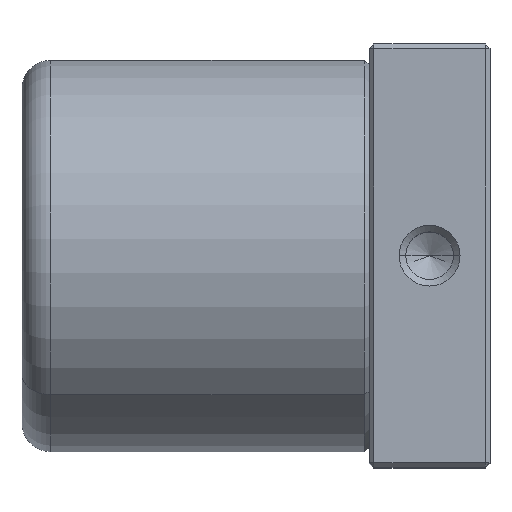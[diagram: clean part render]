
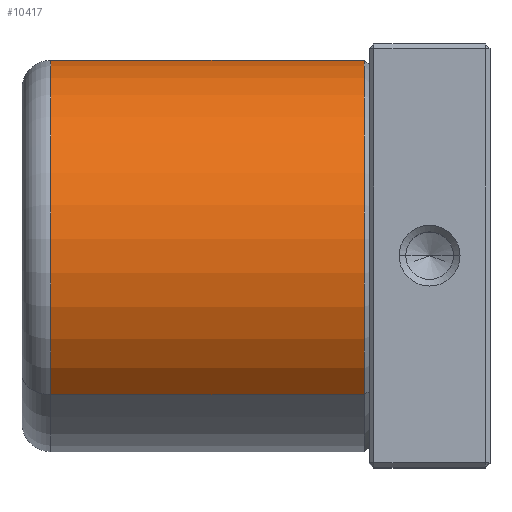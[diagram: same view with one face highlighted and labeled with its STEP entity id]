
A CAD part, top view. The second image highlights one B-rep face of the part: STEP entity #10417.
In plain terms, the highlighted cylindrical face has radius 20.65 mm (diameter 41.3 mm), a partial arc.
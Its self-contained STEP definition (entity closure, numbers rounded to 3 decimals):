
#424 = CARTESIAN_POINT ( 'NONE',  ( 36., 14.602, -14.602 ) ) ;
#450 = CARTESIAN_POINT ( 'NONE',  ( 3., -14.602, 14.602 ) ) ;
#720 = CARTESIAN_POINT ( 'NONE',  ( 21.072, 14.602, -14.602 ) ) ;
#928 = CIRCLE ( 'NONE', #5927, 20.65 ) ;
#991 = EDGE_CURVE ( 'NONE', #9974, #2370, #6217, .T. ) ;
#1039 = EDGE_LOOP ( 'NONE', ( #7253, #1987, #10575, #10922 ) ) ;
#1987 = ORIENTED_EDGE ( 'NONE', *, *, #8988, .T. ) ;
#2370 = VERTEX_POINT ( 'NONE', #424 ) ;
#3043 = DIRECTION ( 'NONE',  ( 1., 0., 0. ) ) ;
#3964 = CARTESIAN_POINT ( 'NONE',  ( 36., 0., 0. ) ) ;
#4654 = VECTOR ( 'NONE', #4925, 1000. ) ;
#4706 = EDGE_CURVE ( 'NONE', #9974, #12001, #928, .T. ) ;
#4895 = DIRECTION ( 'NONE',  ( 0., 0.707, -0.707 ) ) ;
#4925 = DIRECTION ( 'NONE',  ( 1., 0., 0. ) ) ;
#4946 = LINE ( 'NONE', #6844, #4654 ) ;
#5281 = CARTESIAN_POINT ( 'NONE',  ( 3., 14.602, -14.602 ) ) ;
#5538 = DIRECTION ( 'NONE',  ( 1., 0., 0. ) ) ;
#5547 = CYLINDRICAL_SURFACE ( 'NONE', #8990, 20.65 ) ;
#5762 = CIRCLE ( 'NONE', #6826, 20.65 ) ;
#5927 = AXIS2_PLACEMENT_3D ( 'NONE', #11157, #5538, #12097 ) ;
#6217 = LINE ( 'NONE', #720, #11214 ) ;
#6610 = VERTEX_POINT ( 'NONE', #9863 ) ;
#6756 = FACE_OUTER_BOUND ( 'NONE', #1039, .T. ) ;
#6826 = AXIS2_PLACEMENT_3D ( 'NONE', #3964, #10510, #4895 ) ;
#6844 = CARTESIAN_POINT ( 'NONE',  ( 21.072, -14.602, 14.602 ) ) ;
#7005 = EDGE_CURVE ( 'NONE', #6610, #2370, #5762, .T. ) ;
#7253 = ORIENTED_EDGE ( 'NONE', *, *, #4706, .T. ) ;
#7297 = DIRECTION ( 'NONE',  ( 1., 0., 0. ) ) ;
#7731 = CARTESIAN_POINT ( 'NONE',  ( 21.072, 0., 0. ) ) ;
#8721 = DIRECTION ( 'NONE',  ( 0., 0.707, -0.707 ) ) ;
#8988 = EDGE_CURVE ( 'NONE', #12001, #6610, #4946, .T. ) ;
#8990 = AXIS2_PLACEMENT_3D ( 'NONE', #7731, #3043, #8721 ) ;
#9863 = CARTESIAN_POINT ( 'NONE',  ( 36., -14.602, 14.602 ) ) ;
#9974 = VERTEX_POINT ( 'NONE', #5281 ) ;
#10417 = ADVANCED_FACE ( 'NONE', ( #6756 ), #5547, .T. ) ;
#10510 = DIRECTION ( 'NONE',  ( -1., 0., 0. ) ) ;
#10575 = ORIENTED_EDGE ( 'NONE', *, *, #7005, .T. ) ;
#10922 = ORIENTED_EDGE ( 'NONE', *, *, #991, .F. ) ;
#11157 = CARTESIAN_POINT ( 'NONE',  ( 3., 0., 0. ) ) ;
#11214 = VECTOR ( 'NONE', #7297, 1000. ) ;
#12001 = VERTEX_POINT ( 'NONE', #450 ) ;
#12097 = DIRECTION ( 'NONE',  ( 0., -0.707, 0.707 ) ) ;
